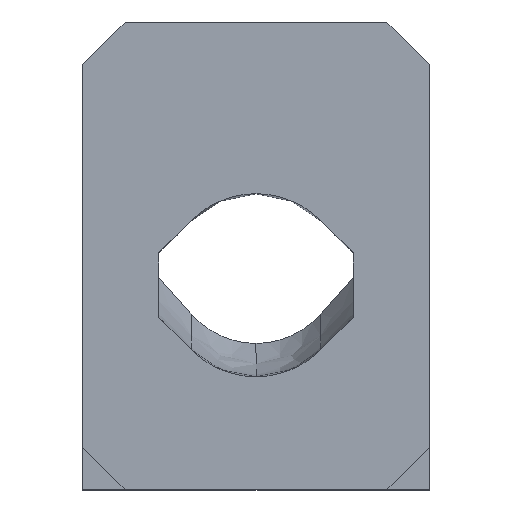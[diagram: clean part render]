
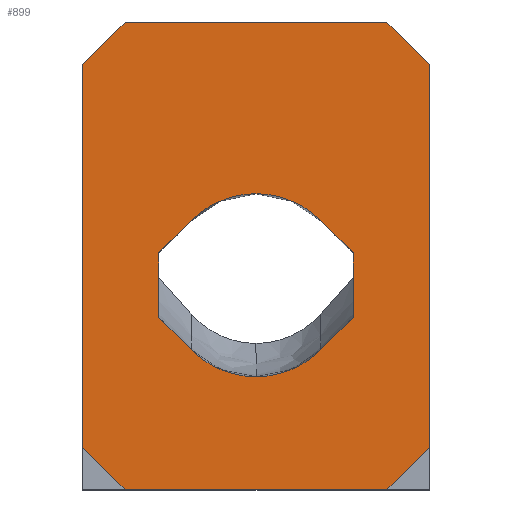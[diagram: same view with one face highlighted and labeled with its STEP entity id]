
A CAD part, top view. The second image highlights one B-rep face of the part: STEP entity #899.
In plain terms, the highlighted planar face has unit normal (0, 0, 1).
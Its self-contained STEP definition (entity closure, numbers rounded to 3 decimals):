
#39=FACE_BOUND('',#142,.T.);
#41=B_SPLINE_CURVE_WITH_KNOTS('',3,(#1189,#1190,#1191,#1192,#1193,#1194,
#1195),.UNSPECIFIED.,.F.,.F.,(4,3,4),(-0.275,-0.272,
0.),.UNSPECIFIED.);
#42=B_SPLINE_CURVE_WITH_KNOTS('',3,(#1197,#1198,#1199,#1200),
 .UNSPECIFIED.,.F.,.F.,(4,4),(-0.527,-0.364),
 .UNSPECIFIED.);
#43=B_SPLINE_CURVE_WITH_KNOTS('',3,(#1204,#1205,#1206,#1207),
 .UNSPECIFIED.,.F.,.F.,(4,4),(-0.853,-0.69),
 .UNSPECIFIED.);
#44=B_SPLINE_CURVE_WITH_KNOTS('',3,(#1209,#1210,#1211,#1212),
 .UNSPECIFIED.,.F.,.F.,(4,4),(-0.255,0.),.UNSPECIFIED.);
#45=B_SPLINE_CURVE_WITH_KNOTS('',3,(#1214,#1215,#1216,#1217),
 .UNSPECIFIED.,.F.,.F.,(4,4),(-0.255,0.),.UNSPECIFIED.);
#46=B_SPLINE_CURVE_WITH_KNOTS('',3,(#1219,#1220,#1221,#1222),
 .UNSPECIFIED.,.F.,.F.,(4,4),(-0.853,-0.69),
 .UNSPECIFIED.);
#47=B_SPLINE_CURVE_WITH_KNOTS('',3,(#1226,#1227,#1228,#1229),
 .UNSPECIFIED.,.F.,.F.,(4,4),(-0.527,-0.364),
 .UNSPECIFIED.);
#48=B_SPLINE_CURVE_WITH_KNOTS('',3,(#1230,#1231,#1232,#1233,#1234,#1235,
#1236),.UNSPECIFIED.,.F.,.F.,(4,3,4),(-0.275,-0.272,
0.),.UNSPECIFIED.);
#91=FACE_OUTER_BOUND('',#141,.T.);
#141=EDGE_LOOP('',(#609,#610,#611,#612,#613,#614,#615,#616));
#142=EDGE_LOOP('',(#617,#618,#619,#620,#621,#622,#623,#624,#625,#626));
#193=LINE('',#1147,#279);
#195=LINE('',#1151,#281);
#208=LINE('',#1177,#294);
#209=LINE('',#1179,#295);
#210=LINE('',#1181,#296);
#211=LINE('',#1183,#297);
#212=LINE('',#1185,#298);
#213=LINE('',#1186,#299);
#214=LINE('',#1202,#300);
#215=LINE('',#1224,#301);
#279=VECTOR('',#997,10.);
#281=VECTOR('',#1001,10.);
#294=VECTOR('',#1016,10.);
#295=VECTOR('',#1017,10.);
#296=VECTOR('',#1018,10.);
#297=VECTOR('',#1019,10.);
#298=VECTOR('',#1020,10.);
#299=VECTOR('',#1021,10.);
#300=VECTOR('',#1022,10.);
#301=VECTOR('',#1023,10.);
#365=VERTEX_POINT('',#1144);
#366=VERTEX_POINT('',#1146);
#367=VERTEX_POINT('',#1150);
#379=VERTEX_POINT('',#1176);
#380=VERTEX_POINT('',#1178);
#381=VERTEX_POINT('',#1180);
#382=VERTEX_POINT('',#1182);
#383=VERTEX_POINT('',#1184);
#384=VERTEX_POINT('',#1187);
#385=VERTEX_POINT('',#1188);
#386=VERTEX_POINT('',#1196);
#387=VERTEX_POINT('',#1201);
#388=VERTEX_POINT('',#1203);
#389=VERTEX_POINT('',#1208);
#390=VERTEX_POINT('',#1213);
#391=VERTEX_POINT('',#1218);
#392=VERTEX_POINT('',#1223);
#393=VERTEX_POINT('',#1225);
#455=EDGE_CURVE('',#365,#366,#193,.T.);
#457=EDGE_CURVE('',#366,#367,#195,.T.);
#470=EDGE_CURVE('',#379,#365,#208,.T.);
#471=EDGE_CURVE('',#380,#379,#209,.T.);
#472=EDGE_CURVE('',#380,#381,#210,.T.);
#473=EDGE_CURVE('',#382,#381,#211,.T.);
#474=EDGE_CURVE('',#383,#382,#212,.T.);
#475=EDGE_CURVE('',#367,#383,#213,.T.);
#476=EDGE_CURVE('',#384,#385,#41,.T.);
#477=EDGE_CURVE('',#385,#386,#42,.T.);
#478=EDGE_CURVE('',#386,#387,#214,.T.);
#479=EDGE_CURVE('',#387,#388,#43,.T.);
#480=EDGE_CURVE('',#388,#389,#44,.T.);
#481=EDGE_CURVE('',#390,#389,#45,.T.);
#482=EDGE_CURVE('',#391,#390,#46,.T.);
#483=EDGE_CURVE('',#392,#391,#215,.T.);
#484=EDGE_CURVE('',#393,#392,#47,.T.);
#485=EDGE_CURVE('',#384,#393,#48,.T.);
#609=ORIENTED_EDGE('',*,*,#455,.F.);
#610=ORIENTED_EDGE('',*,*,#470,.F.);
#611=ORIENTED_EDGE('',*,*,#471,.F.);
#612=ORIENTED_EDGE('',*,*,#472,.T.);
#613=ORIENTED_EDGE('',*,*,#473,.F.);
#614=ORIENTED_EDGE('',*,*,#474,.F.);
#615=ORIENTED_EDGE('',*,*,#475,.F.);
#616=ORIENTED_EDGE('',*,*,#457,.F.);
#617=ORIENTED_EDGE('',*,*,#476,.T.);
#618=ORIENTED_EDGE('',*,*,#477,.T.);
#619=ORIENTED_EDGE('',*,*,#478,.T.);
#620=ORIENTED_EDGE('',*,*,#479,.T.);
#621=ORIENTED_EDGE('',*,*,#480,.T.);
#622=ORIENTED_EDGE('',*,*,#481,.F.);
#623=ORIENTED_EDGE('',*,*,#482,.F.);
#624=ORIENTED_EDGE('',*,*,#483,.F.);
#625=ORIENTED_EDGE('',*,*,#484,.F.);
#626=ORIENTED_EDGE('',*,*,#485,.F.);
#869=PLANE('',#963);
#899=ADVANCED_FACE('',(#91,#39),#869,.T.);
#963=AXIS2_PLACEMENT_3D('',#1175,#1014,#1015);
#997=DIRECTION('',(0.707,-0.707,0.));
#1001=DIRECTION('',(0.,-1.,0.));
#1014=DIRECTION('center_axis',(0.,0.,1.));
#1015=DIRECTION('ref_axis',(0.,1.,0.));
#1016=DIRECTION('',(1.,0.,0.));
#1017=DIRECTION('',(0.707,0.707,0.));
#1018=DIRECTION('',(0.,-1.,0.));
#1019=DIRECTION('',(-0.707,0.707,0.));
#1020=DIRECTION('',(-1.,0.,0.));
#1021=DIRECTION('',(-0.707,-0.707,0.));
#1022=DIRECTION('',(0.,-1.,0.));
#1023=DIRECTION('',(0.,-1.,0.));
#1144=CARTESIAN_POINT('',(4.65,-66.658,29.361));
#1146=CARTESIAN_POINT('',(6.15,-68.158,29.361));
#1147=CARTESIAN_POINT('',(9.011,-71.019,29.361));
#1150=CARTESIAN_POINT('',(6.15,-81.752,29.361));
#1151=CARTESIAN_POINT('',(6.15,-67.458,29.361));
#1175=CARTESIAN_POINT('Origin',(6.,-81.252,29.361));
#1176=CARTESIAN_POINT('',(-4.65,-66.658,29.361));
#1177=CARTESIAN_POINT('',(-5.55,-66.658,29.361));
#1178=CARTESIAN_POINT('',(-6.15,-68.158,29.361));
#1179=CARTESIAN_POINT('',(-6.011,-68.019,29.361));
#1180=CARTESIAN_POINT('',(-6.15,-81.752,29.361));
#1181=CARTESIAN_POINT('',(-6.15,-67.458,29.361));
#1182=CARTESIAN_POINT('',(-4.65,-83.252,29.361));
#1183=CARTESIAN_POINT('',(-2.862,-85.039,29.361));
#1184=CARTESIAN_POINT('',(4.65,-83.252,29.361));
#1185=CARTESIAN_POINT('',(-4.85,-83.252,29.361));
#1186=CARTESIAN_POINT('',(5.862,-82.039,29.361));
#1187=CARTESIAN_POINT('',(0.,-72.752,29.361));
#1188=CARTESIAN_POINT('',(2.298,-73.704,29.361));
#1189=CARTESIAN_POINT('Ctrl Pts',(0.,-72.752,
29.361));
#1190=CARTESIAN_POINT('Ctrl Pts',(0.01,-72.752,
29.361));
#1191=CARTESIAN_POINT('Ctrl Pts',(0.021,-72.752,
29.361));
#1192=CARTESIAN_POINT('Ctrl Pts',(0.031,-72.752,
29.361));
#1193=CARTESIAN_POINT('Ctrl Pts',(0.872,-72.76,29.361));
#1194=CARTESIAN_POINT('Ctrl Pts',(1.704,-73.11,29.361));
#1195=CARTESIAN_POINT('Ctrl Pts',(2.298,-73.704,29.361));
#1196=CARTESIAN_POINT('',(3.45,-74.856,29.361));
#1197=CARTESIAN_POINT('Ctrl Pts',(2.298,-73.704,29.361));
#1198=CARTESIAN_POINT('Ctrl Pts',(2.682,-74.088,29.361));
#1199=CARTESIAN_POINT('Ctrl Pts',(3.066,-74.472,29.361));
#1200=CARTESIAN_POINT('Ctrl Pts',(3.45,-74.856,29.361));
#1201=CARTESIAN_POINT('',(3.45,-77.148,29.361));
#1202=CARTESIAN_POINT('',(3.45,-72.242,29.361));
#1203=CARTESIAN_POINT('',(2.298,-78.3,29.361));
#1204=CARTESIAN_POINT('Ctrl Pts',(3.45,-77.148,29.361));
#1205=CARTESIAN_POINT('Ctrl Pts',(3.066,-77.532,29.361));
#1206=CARTESIAN_POINT('Ctrl Pts',(2.682,-77.916,29.361));
#1207=CARTESIAN_POINT('Ctrl Pts',(2.298,-78.3,29.361));
#1208=CARTESIAN_POINT('',(0.,-79.252,29.361));
#1209=CARTESIAN_POINT('Ctrl Pts',(2.298,-78.3,29.361));
#1210=CARTESIAN_POINT('Ctrl Pts',(1.696,-78.902,29.361));
#1211=CARTESIAN_POINT('Ctrl Pts',(0.851,-79.252,29.361));
#1212=CARTESIAN_POINT('Ctrl Pts',(0.,-79.252,
29.361));
#1213=CARTESIAN_POINT('',(-2.298,-78.3,29.361));
#1214=CARTESIAN_POINT('Ctrl Pts',(-2.298,-78.3,29.361));
#1215=CARTESIAN_POINT('Ctrl Pts',(-1.696,-78.902,29.361));
#1216=CARTESIAN_POINT('Ctrl Pts',(-0.851,-79.252,
29.361));
#1217=CARTESIAN_POINT('Ctrl Pts',(0.,-79.252,
29.361));
#1218=CARTESIAN_POINT('',(-3.45,-77.148,29.361));
#1219=CARTESIAN_POINT('Ctrl Pts',(-3.45,-77.148,29.361));
#1220=CARTESIAN_POINT('Ctrl Pts',(-3.066,-77.532,29.361));
#1221=CARTESIAN_POINT('Ctrl Pts',(-2.682,-77.916,29.361));
#1222=CARTESIAN_POINT('Ctrl Pts',(-2.298,-78.3,29.361));
#1223=CARTESIAN_POINT('',(-3.45,-74.856,29.361));
#1224=CARTESIAN_POINT('',(-3.45,-72.242,29.361));
#1225=CARTESIAN_POINT('',(-2.298,-73.704,29.361));
#1226=CARTESIAN_POINT('Ctrl Pts',(-2.298,-73.704,29.361));
#1227=CARTESIAN_POINT('Ctrl Pts',(-2.682,-74.088,29.361));
#1228=CARTESIAN_POINT('Ctrl Pts',(-3.066,-74.472,29.361));
#1229=CARTESIAN_POINT('Ctrl Pts',(-3.45,-74.856,29.361));
#1230=CARTESIAN_POINT('Ctrl Pts',(0.,-72.752,29.361));
#1231=CARTESIAN_POINT('Ctrl Pts',(-0.01,-72.752,
29.361));
#1232=CARTESIAN_POINT('Ctrl Pts',(-0.021,-72.752,
29.361));
#1233=CARTESIAN_POINT('Ctrl Pts',(-0.031,-72.752,
29.361));
#1234=CARTESIAN_POINT('Ctrl Pts',(-0.872,-72.76,
29.361));
#1235=CARTESIAN_POINT('Ctrl Pts',(-1.704,-73.11,29.361));
#1236=CARTESIAN_POINT('Ctrl Pts',(-2.298,-73.704,29.361));
